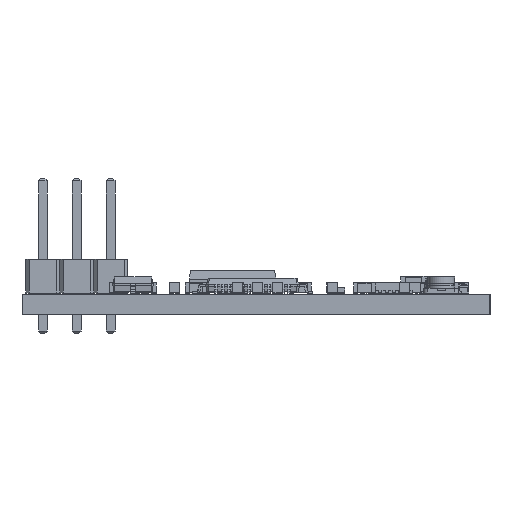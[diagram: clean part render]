
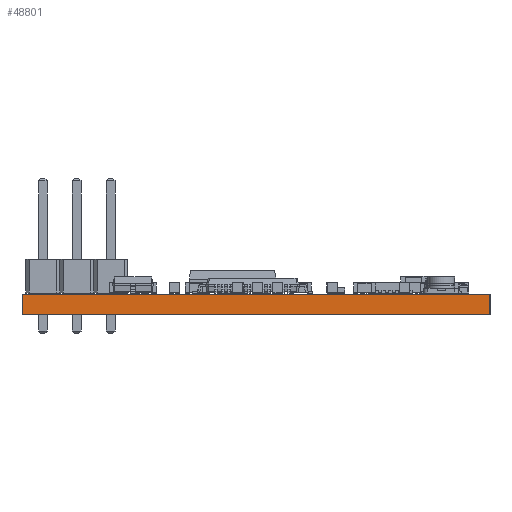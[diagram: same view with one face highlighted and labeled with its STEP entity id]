
A CAD part, left-side view. The second image highlights one B-rep face of the part: STEP entity #48801.
In plain terms, the highlighted planar face has unit normal (-1, 0, 0).
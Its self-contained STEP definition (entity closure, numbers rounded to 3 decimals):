
#48745 = VERTEX_POINT('',#48746);
#48746 = CARTESIAN_POINT('',(133.5,-84.75,1.51));
#48752 = EDGE_CURVE('',#48753,#48745,#48755,.T.);
#48753 = VERTEX_POINT('',#48754);
#48754 = CARTESIAN_POINT('',(133.5,-84.75,0.));
#48755 = LINE('',#48756,#48757);
#48756 = CARTESIAN_POINT('',(133.5,-84.75,0.));
#48757 = VECTOR('',#48758,1.);
#48758 = DIRECTION('',(0.,0.,1.));
#48801 = ADVANCED_FACE('',(#48802),#48827,.T.);
#48802 = FACE_BOUND('',#48803,.T.);
#48803 = EDGE_LOOP('',(#48804,#48805,#48813,#48821));
#48804 = ORIENTED_EDGE('',*,*,#48752,.T.);
#48805 = ORIENTED_EDGE('',*,*,#48806,.T.);
#48806 = EDGE_CURVE('',#48745,#48807,#48809,.T.);
#48807 = VERTEX_POINT('',#48808);
#48808 = CARTESIAN_POINT('',(133.5,-49.75,1.51));
#48809 = LINE('',#48810,#48811);
#48810 = CARTESIAN_POINT('',(133.5,-84.75,1.51));
#48811 = VECTOR('',#48812,1.);
#48812 = DIRECTION('',(0.,1.,0.));
#48813 = ORIENTED_EDGE('',*,*,#48814,.F.);
#48814 = EDGE_CURVE('',#48815,#48807,#48817,.T.);
#48815 = VERTEX_POINT('',#48816);
#48816 = CARTESIAN_POINT('',(133.5,-49.75,0.));
#48817 = LINE('',#48818,#48819);
#48818 = CARTESIAN_POINT('',(133.5,-49.75,0.));
#48819 = VECTOR('',#48820,1.);
#48820 = DIRECTION('',(0.,0.,1.));
#48821 = ORIENTED_EDGE('',*,*,#48822,.F.);
#48822 = EDGE_CURVE('',#48753,#48815,#48823,.T.);
#48823 = LINE('',#48824,#48825);
#48824 = CARTESIAN_POINT('',(133.5,-84.75,0.));
#48825 = VECTOR('',#48826,1.);
#48826 = DIRECTION('',(0.,1.,0.));
#48827 = PLANE('',#48828);
#48828 = AXIS2_PLACEMENT_3D('',#48829,#48830,#48831);
#48829 = CARTESIAN_POINT('',(133.5,-84.75,0.));
#48830 = DIRECTION('',(-1.,0.,0.));
#48831 = DIRECTION('',(0.,1.,0.));
